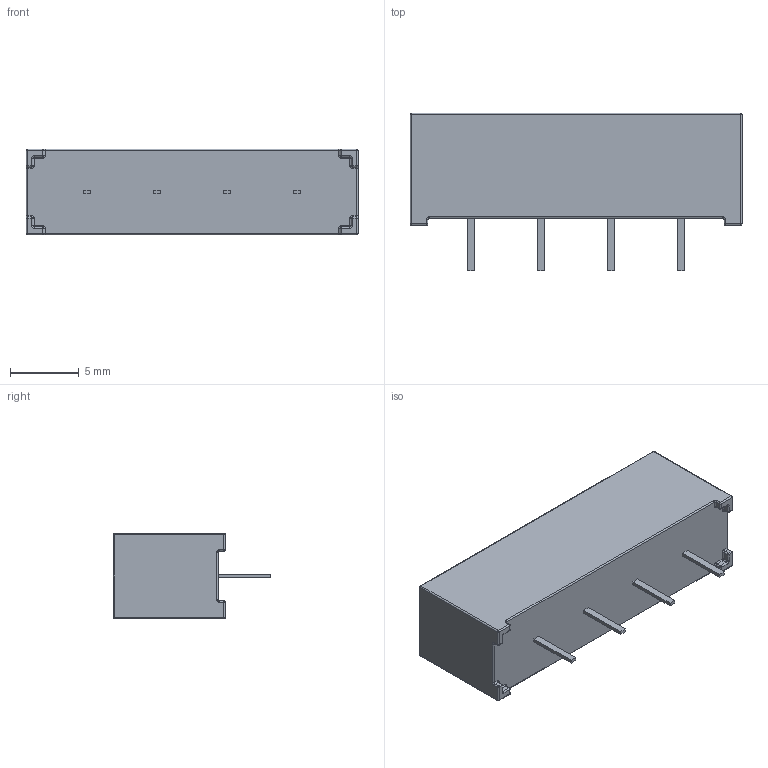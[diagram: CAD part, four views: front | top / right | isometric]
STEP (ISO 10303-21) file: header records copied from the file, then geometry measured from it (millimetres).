
FILE_DESCRIPTION (( 'STEP AP203' ), '1' );
FILE_NAME ('104-1-A.STEP', '2010-06-29T13:23:02', ( ' ' ), ( '' ), 'SwSTEP 2.0', 'SolidWorks 2009', '' );
FILE_SCHEMA (( 'CONFIG_CONTROL_DESIGN' ));
Length unit declared in the file: millimetre
Products named in the file (1): 104-1-A
Bounding box: 24.1 x 11.43 x 6.22 mm (x, y, z)
Volume: 1146.4 mm3; surface area: 787.9 mm2
Topology: 1 solids, 1 shells, 789 faces, 2043 edges, 1302 vertices
Faces by surface type: plane 453, bspline 216, cylinder 72, sphere 28, torus 20
Entity records: 35242 total; most frequent: CARTESIAN_POINT 17443, ORIENTED_EDGE 4030, DIRECTION 2895, EDGE_CURVE 2015, LINE 1419, VECTOR 1419, VERTEX_POINT 1302, EDGE_LOOP 863
